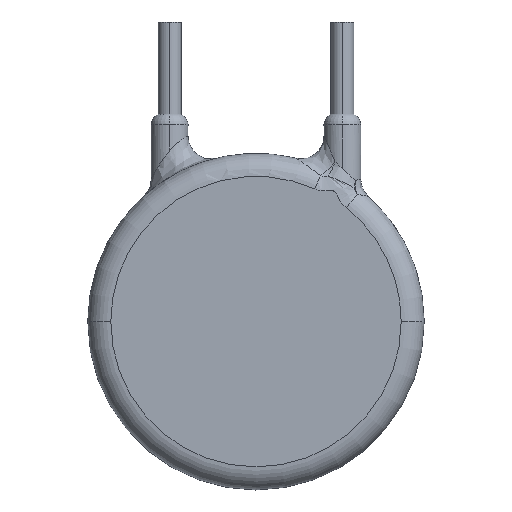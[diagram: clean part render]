
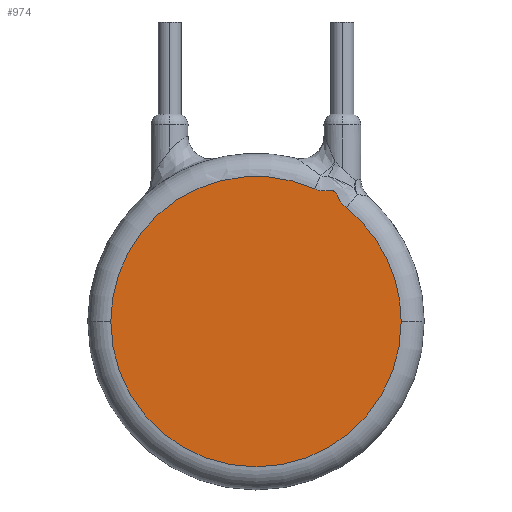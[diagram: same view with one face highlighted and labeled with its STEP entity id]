
A CAD part, top view. The second image highlights one B-rep face of the part: STEP entity #974.
In plain terms, the highlighted planar face has unit normal (0, 0, 1).
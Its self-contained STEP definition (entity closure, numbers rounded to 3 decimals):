
#6 = CARTESIAN_POINT ( 'NONE',  ( 3.462, 5.594, 1.95 ) ) ;
#14 = EDGE_CURVE ( 'NONE', #1966, #760, #2389, .T. ) ;
#94 = PLANE ( 'NONE',  #2164 ) ;
#342 = DIRECTION ( 'NONE',  ( 0., 0., 1. ) ) ;
#447 = CARTESIAN_POINT ( 'NONE',  ( 3.121, 5.678, 1.95 ) ) ;
#470 = AXIS2_PLACEMENT_3D ( 'NONE', #1432, #1635, #2277 ) ;
#472 = ORIENTED_EDGE ( 'NONE', *, *, #1307, .T. ) ;
#474 = CARTESIAN_POINT ( 'NONE',  ( 3.267, 5.687, 1.95 ) ) ;
#552 = DIRECTION ( 'NONE',  ( 1., 0., 0. ) ) ;
#570 = EDGE_CURVE ( 'NONE', #2306, #1966, #2254, .T. ) ;
#689 = CARTESIAN_POINT ( 'NONE',  ( 3.712, 5.141, 1.95 ) ) ;
#734 = B_SPLINE_CURVE_WITH_KNOTS ( 'NONE', 3,
 ( #2008, #911, #689, #1562, #2168, #1780, #6, #882, #2433, #474, #2208, #447, #1751, #2181, #898, #1350 ),
 .UNSPECIFIED., .F., .F.,
 ( 4, 2, 2, 2, 2, 2, 2, 4 ),
 ( 0., 0., 0.001, 0.001, 0.001, 0.001, 0.001, 0.002 ),
 .UNSPECIFIED. ) ;
#754 = CARTESIAN_POINT ( 'NONE',  ( 0., 0., 1.95 ) ) ;
#760 = VERTEX_POINT ( 'NONE', #1073 ) ;
#810 = CARTESIAN_POINT ( 'NONE',  ( 2.551, 5.76, 1.95 ) ) ;
#853 = ORIENTED_EDGE ( 'NONE', *, *, #570, .T. ) ;
#882 = CARTESIAN_POINT ( 'NONE',  ( 3.374, 5.659, 1.95 ) ) ;
#898 = CARTESIAN_POINT ( 'NONE',  ( 2.685, 5.701, 1.95 ) ) ;
#911 = CARTESIAN_POINT ( 'NONE',  ( 3.802, 5.026, 1.95 ) ) ;
#968 = CARTESIAN_POINT ( 'NONE',  ( 0., 0., 1.95 ) ) ;
#974 = ADVANCED_FACE ( 'NONE', ( #2054 ), #94, .T. ) ;
#1073 = CARTESIAN_POINT ( 'NONE',  ( 3.921, 4.931, 1.95 ) ) ;
#1198 = ORIENTED_EDGE ( 'NONE', *, *, #14, .T. ) ;
#1307 = EDGE_CURVE ( 'NONE', #760, #2603, #734, .T. ) ;
#1350 = CARTESIAN_POINT ( 'NONE',  ( 2.551, 5.76, 1.95 ) ) ;
#1421 = ORIENTED_EDGE ( 'NONE', *, *, #2577, .T. ) ;
#1432 = CARTESIAN_POINT ( 'NONE',  ( 0., 0., 1.95 ) ) ;
#1562 = CARTESIAN_POINT ( 'NONE',  ( 3.604, 5.334, 1.95 ) ) ;
#1635 = DIRECTION ( 'NONE',  ( 0., 0., 1. ) ) ;
#1641 = CARTESIAN_POINT ( 'NONE',  ( 0., 0., 1.95 ) ) ;
#1663 = CIRCLE ( 'NONE', #2395, 6.3 ) ;
#1672 = CARTESIAN_POINT ( 'NONE',  ( -6.3, 0., 1.95 ) ) ;
#1751 = CARTESIAN_POINT ( 'NONE',  ( 3.048, 5.67, 1.95 ) ) ;
#1780 = CARTESIAN_POINT ( 'NONE',  ( 3.502, 5.53, 1.95 ) ) ;
#1835 = DIRECTION ( 'NONE',  ( 0., 0., 1. ) ) ;
#1966 = VERTEX_POINT ( 'NONE', #2465 ) ;
#2008 = CARTESIAN_POINT ( 'NONE',  ( 3.921, 4.931, 1.95 ) ) ;
#2054 = FACE_OUTER_BOUND ( 'NONE', #2476, .T. ) ;
#2164 = AXIS2_PLACEMENT_3D ( 'NONE', #968, #1835, #2713 ) ;
#2168 = CARTESIAN_POINT ( 'NONE',  ( 3.573, 5.401, 1.95 ) ) ;
#2181 = CARTESIAN_POINT ( 'NONE',  ( 2.829, 5.672, 1.95 ) ) ;
#2208 = CARTESIAN_POINT ( 'NONE',  ( 3.23, 5.686, 1.95 ) ) ;
#2210 = AXIS2_PLACEMENT_3D ( 'NONE', #754, #2482, #2718 ) ;
#2254 = CIRCLE ( 'NONE', #2210, 6.3 ) ;
#2277 = DIRECTION ( 'NONE',  ( 1., 0., 0. ) ) ;
#2306 = VERTEX_POINT ( 'NONE', #1672 ) ;
#2389 = CIRCLE ( 'NONE', #470, 6.3 ) ;
#2395 = AXIS2_PLACEMENT_3D ( 'NONE', #1641, #342, #552 ) ;
#2433 = CARTESIAN_POINT ( 'NONE',  ( 3.339, 5.674, 1.95 ) ) ;
#2465 = CARTESIAN_POINT ( 'NONE',  ( 6.3, 0., 1.95 ) ) ;
#2476 = EDGE_LOOP ( 'NONE', ( #1421, #853, #1198, #472 ) ) ;
#2482 = DIRECTION ( 'NONE',  ( 0., 0., 1. ) ) ;
#2577 = EDGE_CURVE ( 'NONE', #2603, #2306, #1663, .T. ) ;
#2603 = VERTEX_POINT ( 'NONE', #810 ) ;
#2713 = DIRECTION ( 'NONE',  ( 1., 0., 0. ) ) ;
#2718 = DIRECTION ( 'NONE',  ( 1., 0., 0. ) ) ;
